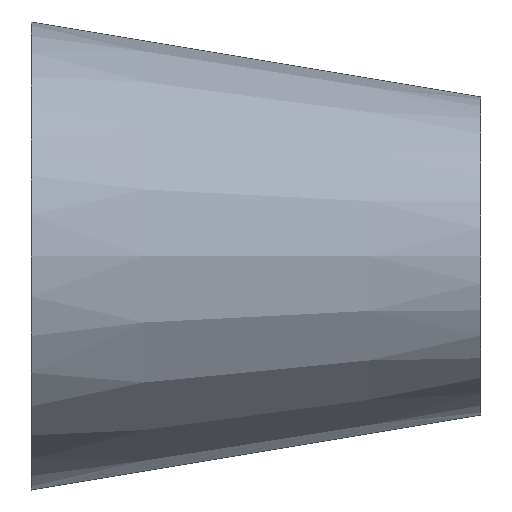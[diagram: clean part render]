
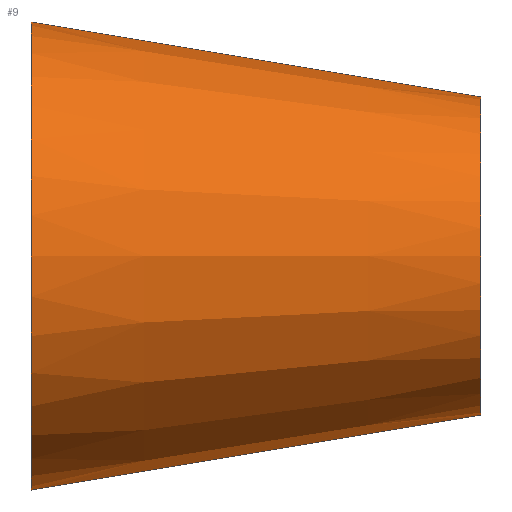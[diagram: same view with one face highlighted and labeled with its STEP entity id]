
A CAD part, front view. The second image highlights one B-rep face of the part: STEP entity #9.
In plain terms, the highlighted conical face has half-angle 9.462 degrees and reference radius 8.5 mm.
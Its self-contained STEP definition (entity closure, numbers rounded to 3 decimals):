
#7 = ORIENTED_EDGE ( 'NONE', *, *, #92, .F. ) ;
#9 = ADVANCED_FACE ( 'NONE', ( #183 ), #87, .T. ) ;
#10 = LINE ( 'NONE', #220, #98 ) ;
#12 = CARTESIAN_POINT ( 'NONE',  ( 24., 0., 0. ) ) ;
#16 = AXIS2_PLACEMENT_3D ( 'NONE', #135, #191, #74 ) ;
#33 = CARTESIAN_POINT ( 'NONE',  ( 24., 0., 8.5 ) ) ;
#34 = CIRCLE ( 'NONE', #174, 12.5 ) ;
#39 = VERTEX_POINT ( 'NONE', #33 ) ;
#44 = EDGE_CURVE ( 'NONE', #212, #70, #10, .T. ) ;
#45 = DIRECTION ( 'NONE',  ( -0.986, 0., -0.164 ) ) ;
#68 = VECTOR ( 'NONE', #228, 1000. ) ;
#70 = VERTEX_POINT ( 'NONE', #153 ) ;
#74 = DIRECTION ( 'NONE',  ( 0., 0., -1. ) ) ;
#75 = DIRECTION ( 'NONE',  ( 0., 0., -1. ) ) ;
#79 = CIRCLE ( 'NONE', #16, 8.5 ) ;
#87 = CONICAL_SURFACE ( 'NONE', #120, 8.5, 0.165 ) ;
#88 = ORIENTED_EDGE ( 'NONE', *, *, #224, .T. ) ;
#92 = EDGE_CURVE ( 'NONE', #39, #212, #79, .T. ) ;
#94 = CARTESIAN_POINT ( 'NONE',  ( 0., 0., 12.5 ) ) ;
#98 = VECTOR ( 'NONE', #45, 1000. ) ;
#101 = ORIENTED_EDGE ( 'NONE', *, *, #201, .T. ) ;
#109 = EDGE_LOOP ( 'NONE', ( #159, #7, #101, #88 ) ) ;
#112 = DIRECTION ( 'NONE',  ( 0., 0., 1. ) ) ;
#116 = CARTESIAN_POINT ( 'NONE',  ( 24., 0., -8.5 ) ) ;
#120 = AXIS2_PLACEMENT_3D ( 'NONE', #12, #185, #112 ) ;
#123 = VERTEX_POINT ( 'NONE', #94 ) ;
#135 = CARTESIAN_POINT ( 'NONE',  ( 24., 0., 0. ) ) ;
#136 = LINE ( 'NONE', #249, #68 ) ;
#153 = CARTESIAN_POINT ( 'NONE',  ( 0., 0., -12.5 ) ) ;
#154 = CARTESIAN_POINT ( 'NONE',  ( 0., 0., 0. ) ) ;
#159 = ORIENTED_EDGE ( 'NONE', *, *, #44, .F. ) ;
#174 = AXIS2_PLACEMENT_3D ( 'NONE', #154, #190, #75 ) ;
#183 = FACE_OUTER_BOUND ( 'NONE', #109, .T. ) ;
#185 = DIRECTION ( 'NONE',  ( -1., 0., 0. ) ) ;
#190 = DIRECTION ( 'NONE',  ( 1., 0., 0. ) ) ;
#191 = DIRECTION ( 'NONE',  ( 1., 0., 0. ) ) ;
#201 = EDGE_CURVE ( 'NONE', #39, #123, #136, .T. ) ;
#212 = VERTEX_POINT ( 'NONE', #116 ) ;
#220 = CARTESIAN_POINT ( 'NONE',  ( 24., 0., -8.5 ) ) ;
#224 = EDGE_CURVE ( 'NONE', #123, #70, #34, .T. ) ;
#228 = DIRECTION ( 'NONE',  ( -0.986, 0., 0.164 ) ) ;
#249 = CARTESIAN_POINT ( 'NONE',  ( 24., 0., 8.5 ) ) ;
